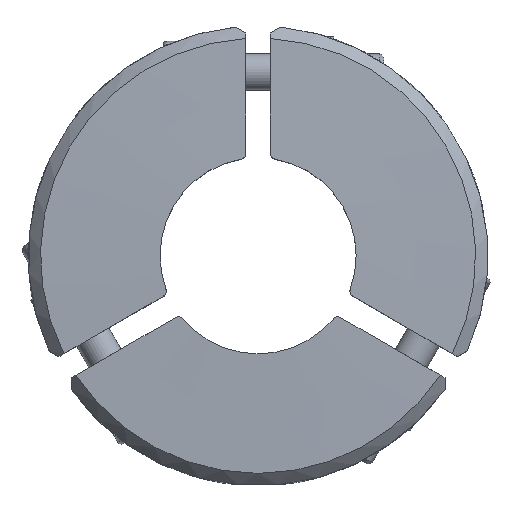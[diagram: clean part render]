
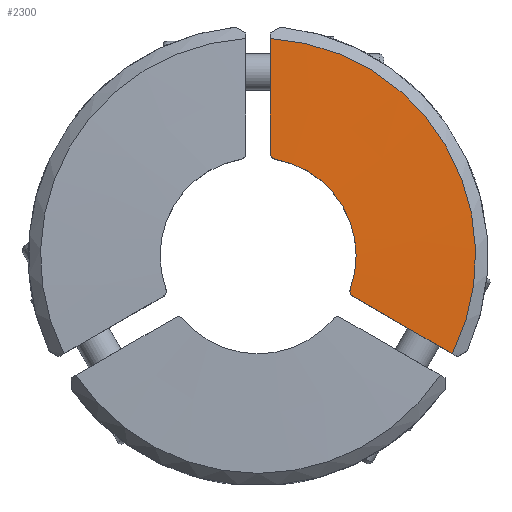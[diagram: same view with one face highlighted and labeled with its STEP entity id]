
A CAD part, top view. The second image highlights one B-rep face of the part: STEP entity #2300.
In plain terms, the highlighted conical face has half-angle 88 degrees and reference radius 35.501 mm.
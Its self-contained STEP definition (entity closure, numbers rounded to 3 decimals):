
#282 = CARTESIAN_POINT ( 'NONE',  ( 15.288, -6.517, 9.978 ) ) ;
#305 = CARTESIAN_POINT ( 'NONE',  ( 14.971, -5.65, 10. ) ) ;
#404 = B_SPLINE_CURVE_WITH_KNOTS ( 'NONE', 3,
 ( #7710, #7043, #7680, #6457 ),
 .UNSPECIFIED., .F., .F.,
 ( 4, 4 ),
 ( 0., 0.019 ),
 .UNSPECIFIED. ) ;
#463 = FACE_OUTER_BOUND ( 'NONE', #1664, .T. ) ;
#509 = CARTESIAN_POINT ( 'NONE',  ( 2.824, 15.749, 10. ) ) ;
#541 = VERTEX_POINT ( 'NONE', #4681 ) ;
#620 = VERTEX_POINT ( 'NONE', #4031 ) ;
#625 = EDGE_CURVE ( 'NONE', #620, #6718, #404, .T. ) ;
#713 = CARTESIAN_POINT ( 'NONE',  ( 2.824, 15.749, 10. ) ) ;
#720 = CARTESIAN_POINT ( 'NONE',  ( 2., 35.445, 9.319 ) ) ;
#1142 = DIRECTION ( 'NONE',  ( 0., 0., 1. ) ) ;
#1223 = CARTESIAN_POINT ( 'NONE',  ( 0., 0., 9.319 ) ) ;
#1242 = CARTESIAN_POINT ( 'NONE',  ( 2., 16.733, 9.97 ) ) ;
#1305 = CONICAL_SURFACE ( 'NONE', #2356, 35.501, 1.536 ) ;
#1551 = AXIS2_PLACEMENT_3D ( 'NONE', #1223, #1142, #7169 ) ;
#1664 = EDGE_LOOP ( 'NONE', ( #2505, #2129, #6205, #1809, #1978, #7095 ) ) ;
#1777 = CARTESIAN_POINT ( 'NONE',  ( 2., 29.208, 9.536 ) ) ;
#1809 = ORIENTED_EDGE ( 'NONE', *, *, #5984, .T. ) ;
#1978 = ORIENTED_EDGE ( 'NONE', *, *, #3722, .T. ) ;
#2129 = ORIENTED_EDGE ( 'NONE', *, *, #3083, .F. ) ;
#2258 = B_SPLINE_CURVE_WITH_KNOTS ( 'NONE', 3,
 ( #509, #4117, #2914, #2339, #4692, #5241 ),
 .UNSPECIFIED., .F., .F.,
 ( 4, 2, 4 ),
 ( -0.001, 0., 0.001 ),
 .UNSPECIFIED. ) ;
#2300 = ADVANCED_FACE ( 'NONE', ( #463 ), #1305, .T. ) ;
#2339 = CARTESIAN_POINT ( 'NONE',  ( 2.082, 16.272, 9.986 ) ) ;
#2356 = AXIS2_PLACEMENT_3D ( 'NONE', #4028, #5776, #7069 ) ;
#2471 = CIRCLE ( 'NONE', #4874, 16. ) ;
#2505 = ORIENTED_EDGE ( 'NONE', *, *, #5519, .T. ) ;
#2563 = DIRECTION ( 'NONE',  ( 0.866, -0.5, 0. ) ) ;
#2640 = CARTESIAN_POINT ( 'NONE',  ( 15.051, -5.429, 10. ) ) ;
#2668 = CARTESIAN_POINT ( 'NONE',  ( 14.972, -5.892, 9.997 ) ) ;
#2751 = CIRCLE ( 'NONE', #1551, 35.501 ) ;
#2883 = EDGE_CURVE ( 'NONE', #2998, #541, #2258, .T. ) ;
#2914 = CARTESIAN_POINT ( 'NONE',  ( 2.383, 15.912, 9.997 ) ) ;
#2998 = VERTEX_POINT ( 'NONE', #713 ) ;
#3083 = EDGE_CURVE ( 'NONE', #6718, #7447, #6393, .T. ) ;
#3607 = CARTESIAN_POINT ( 'NONE',  ( 15.491, -6.635, 9.97 ) ) ;
#3722 = EDGE_CURVE ( 'NONE', #6107, #541, #6895, .T. ) ;
#3728 = CARTESIAN_POINT ( 'NONE',  ( 0., 0., 10. ) ) ;
#4028 = CARTESIAN_POINT ( 'NONE',  ( 0., 0., 9.319 ) ) ;
#4031 = CARTESIAN_POINT ( 'NONE',  ( 31.696, -15.99, 9.319 ) ) ;
#4117 = CARTESIAN_POINT ( 'NONE',  ( 2.593, 15.79, 10. ) ) ;
#4150 = CARTESIAN_POINT ( 'NONE',  ( 2., 22.97, 9.754 ) ) ;
#4681 = CARTESIAN_POINT ( 'NONE',  ( 2., 16.733, 9.97 ) ) ;
#4692 = CARTESIAN_POINT ( 'NONE',  ( 2., 16.499, 9.978 ) ) ;
#4764 = CARTESIAN_POINT ( 'NONE',  ( 2., 35.445, 9.319 ) ) ;
#4874 = AXIS2_PLACEMENT_3D ( 'NONE', #3728, #5554, #2563 ) ;
#4997 = CARTESIAN_POINT ( 'NONE',  ( 15.133, -6.332, 9.986 ) ) ;
#5241 = CARTESIAN_POINT ( 'NONE',  ( 2., 16.733, 9.97 ) ) ;
#5519 = EDGE_CURVE ( 'NONE', #2998, #7447, #2471, .T. ) ;
#5554 = DIRECTION ( 'NONE',  ( 0., 0., -1. ) ) ;
#5776 = DIRECTION ( 'NONE',  ( 0., 0., -1. ) ) ;
#5984 = EDGE_CURVE ( 'NONE', #620, #6107, #2751, .T. ) ;
#6107 = VERTEX_POINT ( 'NONE', #720 ) ;
#6205 = ORIENTED_EDGE ( 'NONE', *, *, #625, .F. ) ;
#6393 = B_SPLINE_CURVE_WITH_KNOTS ( 'NONE', 3,
 ( #7443, #282, #4997, #2668, #305, #2640 ),
 .UNSPECIFIED., .F., .F.,
 ( 4, 2, 4 ),
 ( 0., 0.001, 0.001 ),
 .UNSPECIFIED. ) ;
#6457 = CARTESIAN_POINT ( 'NONE',  ( 15.491, -6.635, 9.97 ) ) ;
#6718 = VERTEX_POINT ( 'NONE', #3607 ) ;
#6895 = B_SPLINE_CURVE_WITH_KNOTS ( 'NONE', 3,
 ( #4764, #1777, #4150, #1242 ),
 .UNSPECIFIED., .F., .F.,
 ( 4, 4 ),
 ( 0., 0.019 ),
 .UNSPECIFIED. ) ;
#7043 = CARTESIAN_POINT ( 'NONE',  ( 26.295, -12.872, 9.536 ) ) ;
#7069 = DIRECTION ( 'NONE',  ( -1., 0., 0. ) ) ;
#7095 = ORIENTED_EDGE ( 'NONE', *, *, #2883, .F. ) ;
#7147 = CARTESIAN_POINT ( 'NONE',  ( 15.051, -5.429, 10. ) ) ;
#7169 = DIRECTION ( 'NONE',  ( 0.866, -0.5, 0. ) ) ;
#7443 = CARTESIAN_POINT ( 'NONE',  ( 15.491, -6.635, 9.97 ) ) ;
#7447 = VERTEX_POINT ( 'NONE', #7147 ) ;
#7680 = CARTESIAN_POINT ( 'NONE',  ( 20.893, -9.753, 9.754 ) ) ;
#7710 = CARTESIAN_POINT ( 'NONE',  ( 31.696, -15.99, 9.319 ) ) ;
